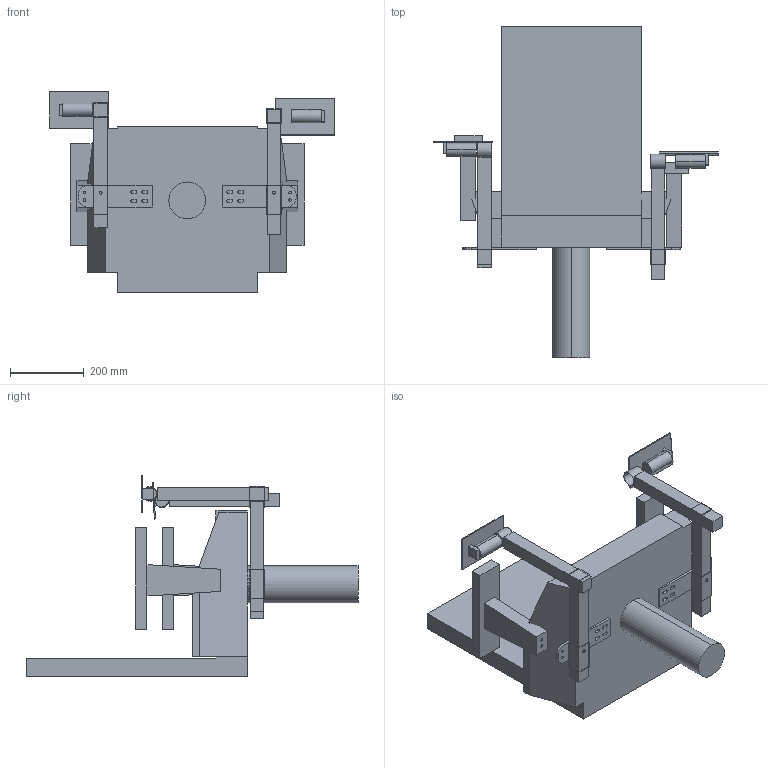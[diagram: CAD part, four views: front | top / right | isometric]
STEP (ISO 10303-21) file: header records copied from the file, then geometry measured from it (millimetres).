
FILE_DESCRIPTION (( 'STEP AP203' ), '1' );
FILE_NAME ('ASS_ChairMount.STEP', '2021-12-15T07:32:25', ( '' ), ( '' ), 'SwSTEP 2.0', 'SolidWorks 2020', '' );
FILE_SCHEMA (( 'CONFIG_CONTROL_DESIGN' ));
Length unit declared in the file: millimetre
Products named in the file (8): SquareBracket; BracketpartD; ArmRest; ASS_ChairMount; BracketpartB; ArmRestBracket; Chair; BracketpartC
Assembly tree (13 placements, depth 2):
  ASS_ChairMount
    Chair
    ArmRestBracket  x2
    ArmRest  x2
    SquareBracket  x2
    BracketpartB  x2
    BracketpartC  x2
    BracketpartD  x2
Bounding box: 770.83 x 900 x 545.38 mm (x, y, z)
Volume: 36965768.4 mm3; surface area: 1840850 mm2
Topology: 15 solids, 15 shells, 249 faces, 608 edges, 400 vertices
Faces by surface type: plane 179, cylinder 70
Entity records: 5136 total; most frequent: DIRECTION 724, CARTESIAN_POINT 714, ORIENTED_EDGE 676, EDGE_CURVE 338, VECTOR 260, LINE 260, AXIS2_PLACEMENT_3D 232, VERTEX_POINT 222
